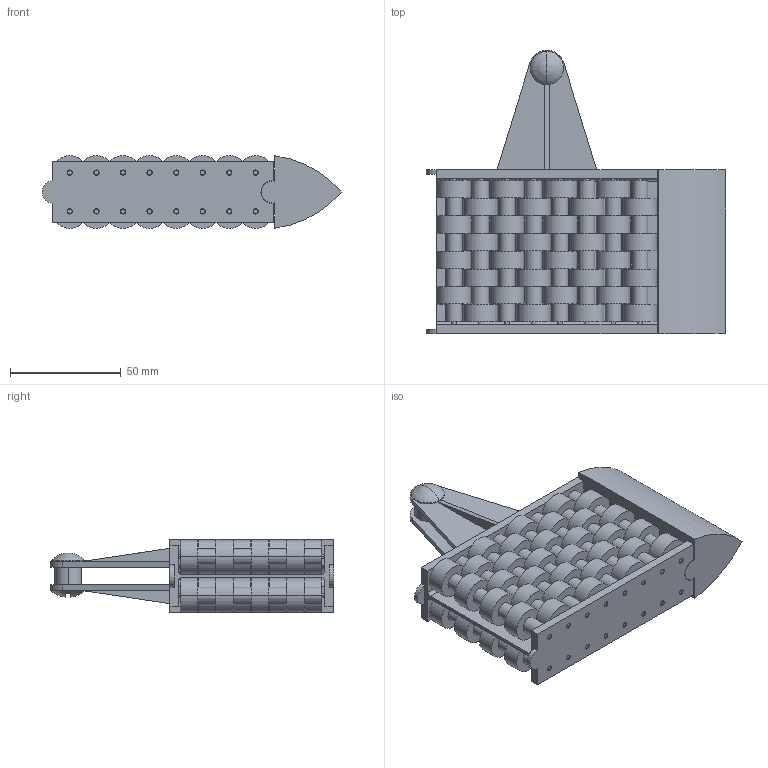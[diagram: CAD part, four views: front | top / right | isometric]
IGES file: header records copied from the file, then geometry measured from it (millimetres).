
Start section:  PTC IGES file: s0570-603542.igs
Global section: file name: s0570-603542.igs; native system: Pro/ENGINEER by Parametric Technology Corporation; preprocessor: 2006200; author: Andrea.Castagnoli; organization: Unknown; date: 20070706.152345; units: millimetre
Bounding box: 135.35 x 127.97 x 33 mm (x, y, z)
Volume: 204690 mm3; surface area: 101529.9 mm2
Topology: 18 solids, 20 shells, 640 faces, 1370 edges, 910 vertices
Faces by surface type: revolution 416, bspline 224
